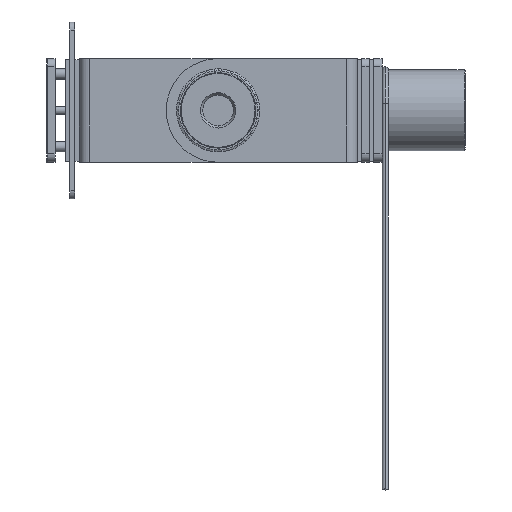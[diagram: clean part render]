
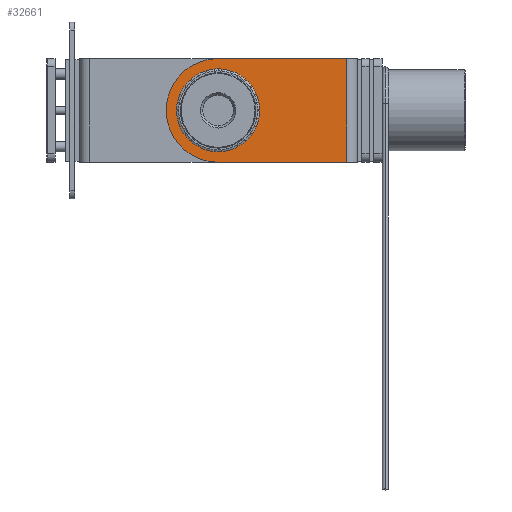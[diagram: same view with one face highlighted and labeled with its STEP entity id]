
A CAD part, left-side view. The second image highlights one B-rep face of the part: STEP entity #32661.
In plain terms, the highlighted planar face has unit normal (-1, 0, 0).
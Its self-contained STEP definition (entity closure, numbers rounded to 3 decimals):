
#32485 = EDGE_CURVE ( 'NONE', #32488, #32490, #64702, .T. ) ;
#32488 = VERTEX_POINT ( 'NONE', #64758 ) ;
#32490 = VERTEX_POINT ( 'NONE', #64757 ) ;
#32553 = EDGE_CURVE ( 'NONE', #32603, #32668, #64824, .T. ) ;
#32554 = ORIENTED_EDGE ( 'NONE', *, *, #32600, .T. ) ;
#32564 = VERTEX_POINT ( 'NONE', #64804 ) ;
#32566 = EDGE_CURVE ( 'NONE', #32584, #32564, #64803, .T. ) ;
#32569 = EDGE_LOOP ( 'NONE', ( #32662, #32663 ) ) ;
#32573 = EDGE_CURVE ( 'NONE', #32490, #32488, #64799, .T. ) ;
#32584 = VERTEX_POINT ( 'NONE', #64841 ) ;
#32587 = EDGE_CURVE ( 'NONE', #32598, #32584, #64840, .T. ) ;
#32598 = VERTEX_POINT ( 'NONE', #64888 ) ;
#32600 = EDGE_CURVE ( 'NONE', #32603, #32598, #64887, .T. ) ;
#32603 = VERTEX_POINT ( 'NONE', #64882 ) ;
#32642 = ORIENTED_EDGE ( 'NONE', *, *, #32587, .T. ) ;
#32661 = ADVANCED_FACE ( 'NONE', ( #64898, #64897 ), #64896, .F. ) ;
#32662 = ORIENTED_EDGE ( 'NONE', *, *, #32573, .T. ) ;
#32663 = ORIENTED_EDGE ( 'NONE', *, *, #32485, .T. ) ;
#32664 = EDGE_LOOP ( 'NONE', ( #32665, #32666, #32669, #32554, #32642 ) ) ;
#32665 = ORIENTED_EDGE ( 'NONE', *, *, #32566, .T. ) ;
#32666 = ORIENTED_EDGE ( 'NONE', *, *, #32667, .T. ) ;
#32667 = EDGE_CURVE ( 'NONE', #32564, #32668, #64894, .T. ) ;
#32668 = VERTEX_POINT ( 'NONE', #64958 ) ;
#32669 = ORIENTED_EDGE ( 'NONE', *, *, #32553, .F. ) ;
#64702 = CIRCLE ( 'NONE', #64762, 3.25 ) ;
#64757 = CARTESIAN_POINT ( 'NONE',  ( -44.5, 67., -3.25 ) ) ;
#64758 = CARTESIAN_POINT ( 'NONE',  ( -44.5, 67., 3.25 ) ) ;
#64759 = DIRECTION ( 'NONE',  ( 0., 1., 0. ) ) ;
#64760 = DIRECTION ( 'NONE',  ( 1., 0., 0. ) ) ;
#64761 = CARTESIAN_POINT ( 'NONE',  ( -44.5, 67., 0. ) ) ;
#64762 = AXIS2_PLACEMENT_3D ( 'NONE', #64761, #64760, #64759 ) ;
#64795 = DIRECTION ( 'NONE',  ( 0., 1., 0. ) ) ;
#64796 = DIRECTION ( 'NONE',  ( 1., 0., 0. ) ) ;
#64797 = CARTESIAN_POINT ( 'NONE',  ( -44.5, 67., 0. ) ) ;
#64798 = AXIS2_PLACEMENT_3D ( 'NONE', #64797, #64796, #64795 ) ;
#64799 = CIRCLE ( 'NONE', #64798, 3.25 ) ;
#64800 = DIRECTION ( 'NONE',  ( 0., -1., 0. ) ) ;
#64801 = VECTOR ( 'NONE', #64800, 1000. ) ;
#64802 = CARTESIAN_POINT ( 'NONE',  ( -44.5, 92., -25. ) ) ;
#64803 = LINE ( 'NONE', #64802, #64801 ) ;
#64804 = CARTESIAN_POINT ( 'NONE',  ( -44.5, 5., -25. ) ) ;
#64821 = DIRECTION ( 'NONE',  ( 0., -1., 0. ) ) ;
#64822 = VECTOR ( 'NONE', #64821, 1000. ) ;
#64823 = CARTESIAN_POINT ( 'NONE',  ( -44.5, 92., 25. ) ) ;
#64824 = LINE ( 'NONE', #64823, #64822 ) ;
#64836 = DIRECTION ( 'NONE',  ( 0., 1., 0. ) ) ;
#64837 = DIRECTION ( 'NONE',  ( -1., 0., 0. ) ) ;
#64838 = CARTESIAN_POINT ( 'NONE',  ( -44.5, 67., 0. ) ) ;
#64839 = AXIS2_PLACEMENT_3D ( 'NONE', #64838, #64837, #64836 ) ;
#64840 = CIRCLE ( 'NONE', #64839, 25. ) ;
#64841 = CARTESIAN_POINT ( 'NONE',  ( -44.5, 67., -25. ) ) ;
#64882 = CARTESIAN_POINT ( 'NONE',  ( -44.5, 67., 25. ) ) ;
#64883 = DIRECTION ( 'NONE',  ( 0., 1., 0. ) ) ;
#64884 = DIRECTION ( 'NONE',  ( -1., 0., 0. ) ) ;
#64885 = CARTESIAN_POINT ( 'NONE',  ( -44.5, 67., 0. ) ) ;
#64886 = AXIS2_PLACEMENT_3D ( 'NONE', #64885, #64884, #64883 ) ;
#64887 = CIRCLE ( 'NONE', #64886, 25. ) ;
#64888 = CARTESIAN_POINT ( 'NONE',  ( -44.5, 92., 0. ) ) ;
#64889 = VECTOR ( 'NONE', #64959, 1000. ) ;
#64890 = CARTESIAN_POINT ( 'NONE',  ( -44.5, 5., -25. ) ) ;
#64891 = DIRECTION ( 'NONE',  ( 0., 1., 0. ) ) ;
#64892 = DIRECTION ( 'NONE',  ( 1., 0., 0. ) ) ;
#64893 = AXIS2_PLACEMENT_3D ( 'NONE', #64895, #64892, #64891 ) ;
#64894 = LINE ( 'NONE', #64890, #64889 ) ;
#64895 = CARTESIAN_POINT ( 'NONE',  ( -44.5, 92., 25. ) ) ;
#64896 = PLANE ( 'NONE',  #64893 ) ;
#64897 = FACE_OUTER_BOUND ( 'NONE', #32664, .T. ) ;
#64898 = FACE_BOUND ( 'NONE', #32569, .T. ) ;
#64958 = CARTESIAN_POINT ( 'NONE',  ( -44.5, 5., 25. ) ) ;
#64959 = DIRECTION ( 'NONE',  ( 0., 0., 1. ) ) ;
